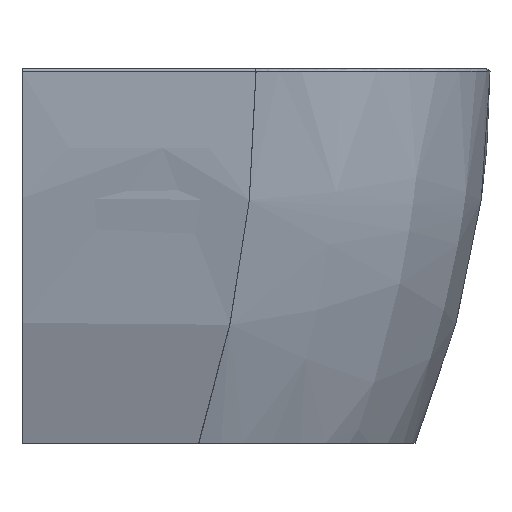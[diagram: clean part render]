
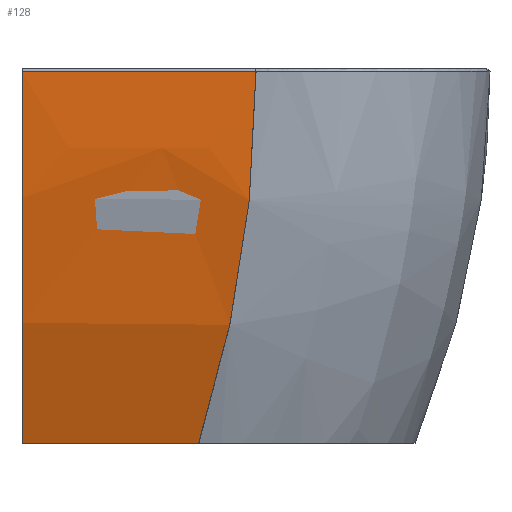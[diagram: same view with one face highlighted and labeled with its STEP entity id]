
A CAD part, left-side view. The second image highlights one B-rep face of the part: STEP entity #128.
In plain terms, the highlighted face is a extrusion surface.
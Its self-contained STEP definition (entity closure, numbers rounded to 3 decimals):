
#79=SURFACE_OF_LINEAR_EXTRUSION('',#276,#677);
#128=ADVANCED_FACE('',(#176),#79,.T.);
#176=FACE_OUTER_BOUND('',#209,.T.);
#209=EDGE_LOOP('',(#346,#347,#348,#349));
#274=B_SPLINE_CURVE_WITH_KNOTS('',3,(#11311,#11312,#11313,#11314,#11315,
#11316,#11317,#11318,#11319,#11320),.UNSPECIFIED.,.F.,.F.,(4,2,2,2,4),(0.,
0.25,0.5,0.75,1.),.UNSPECIFIED.);
#275=B_SPLINE_CURVE_WITH_KNOTS('',3,(#11326,#11327,#11328,#11329,#11330,
#11331,#11332,#11333,#11334,#11335,#11336,#11337,#11338,#11339,#11340,#11341),
 .UNSPECIFIED.,.F.,.F.,(4,2,2,2,2,2,2,4),(0.,0.063,0.125,
0.25,0.5,0.625,0.75,
1.),.UNSPECIFIED.);
#276=B_SPLINE_CURVE_WITH_KNOTS('',5,(#11344,#11345,#11346,#11347,#11348,
#11349),.UNSPECIFIED.,.F.,.F.,(6,6),(0.,1.),.UNSPECIFIED.);
#346=ORIENTED_EDGE('',*,*,#583,.T.);
#347=ORIENTED_EDGE('',*,*,#585,.T.);
#348=ORIENTED_EDGE('',*,*,#586,.T.);
#349=ORIENTED_EDGE('',*,*,#587,.T.);
#514=VERTEX_POINT('',#11310);
#515=VERTEX_POINT('',#11321);
#516=VERTEX_POINT('',#11325);
#517=VERTEX_POINT('',#11342);
#583=EDGE_CURVE('',#515,#514,#274,.T.);
#585=EDGE_CURVE('',#514,#516,#654,.T.);
#586=EDGE_CURVE('',#516,#517,#275,.T.);
#587=EDGE_CURVE('',#517,#515,#655,.T.);
#654=LINE('',#11324,#675);
#655=LINE('',#11343,#676);
#675=VECTOR('',#757,1.);
#676=VECTOR('',#758,1.);
#677=VECTOR('',#759,1.);
#757=DIRECTION('',(0.,-1.,0.));
#758=DIRECTION('',(0.,1.,0.));
#759=DIRECTION('',(0.,-1.,0.));
#11310=CARTESIAN_POINT('',(14360.741,-14507.51,-142.338));
#11311=CARTESIAN_POINT('',(14240.749,-14507.51,452.646));
#11312=CARTESIAN_POINT('',(14240.91,-14507.51,401.662));
#11313=CARTESIAN_POINT('',(14243.524,-14507.51,350.914));
#11314=CARTESIAN_POINT('',(14253.736,-14507.51,249.899));
#11315=CARTESIAN_POINT('',(14261.343,-14507.51,199.591));
#11316=CARTESIAN_POINT('',(14281.579,-14507.51,99.639));
#11317=CARTESIAN_POINT('',(14294.152,-14507.51,50.26));
#11318=CARTESIAN_POINT('',(14324.045,-14507.51,-47.255));
#11319=CARTESIAN_POINT('',(14341.301,-14507.51,-95.186));
#11320=CARTESIAN_POINT('',(14360.741,-14507.51,-142.338));
#11321=CARTESIAN_POINT('',(14240.749,-14507.51,452.646));
#11324=CARTESIAN_POINT('',(14360.741,-14822.51,-142.338));
#11325=CARTESIAN_POINT('',(14360.741,-14790.82,-142.338));
#11326=CARTESIAN_POINT('',(14360.741,-14790.82,-142.338));
#11327=CARTESIAN_POINT('',(14356.029,-14794.482,-130.908));
#11328=CARTESIAN_POINT('',(14351.399,-14798.072,-119.319));
#11329=CARTESIAN_POINT('',(14342.421,-14805.018,-96.083));
#11330=CARTESIAN_POINT('',(14338.054,-14808.389,-84.391));
#11331=CARTESIAN_POINT('',(14325.33,-14818.191,-49.092));
#11332=CARTESIAN_POINT('',(14317.343,-14824.318,-25.233));
#11333=CARTESIAN_POINT('',(14295.031,-14841.377,47.102));
#11334=CARTESIAN_POINT('',(14282.409,-14850.955,96.158));
#11335=CARTESIAN_POINT('',(14267.065,-14862.577,171.049));
#11336=CARTESIAN_POINT('',(14262.549,-14865.993,196.23));
#11337=CARTESIAN_POINT('',(14254.75,-14871.892,247.04));
#11338=CARTESIAN_POINT('',(14251.48,-14874.365,272.601));
#11339=CARTESIAN_POINT('',(14243.605,-14880.327,349.393));
#11340=CARTESIAN_POINT('',(14240.912,-14882.38,400.876));
#11341=CARTESIAN_POINT('',(14240.749,-14882.504,452.646));
#11342=CARTESIAN_POINT('',(14240.749,-14882.504,452.646));
#11343=CARTESIAN_POINT('',(14240.749,-14507.51,452.646));
#11344=CARTESIAN_POINT('',(14240.741,-13767.07,457.662));
#11345=CARTESIAN_POINT('',(14240.741,-13767.07,334.086));
#11346=CARTESIAN_POINT('',(14252.741,-13767.07,212.298));
#11347=CARTESIAN_POINT('',(14276.741,-13767.07,92.298));
#11348=CARTESIAN_POINT('',(14312.741,-13767.07,-25.914));
#11349=CARTESIAN_POINT('',(14360.741,-13767.07,-142.338));
